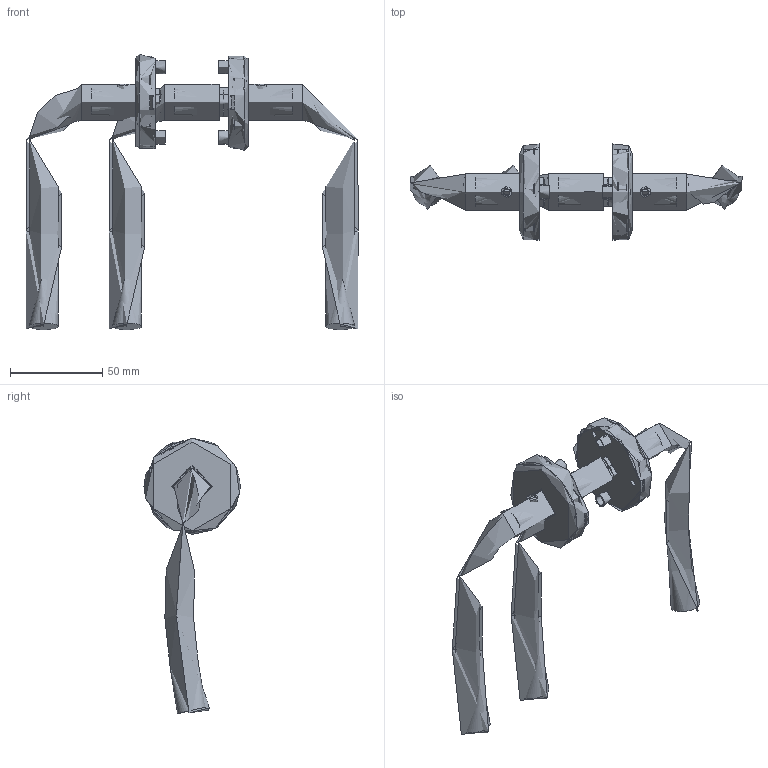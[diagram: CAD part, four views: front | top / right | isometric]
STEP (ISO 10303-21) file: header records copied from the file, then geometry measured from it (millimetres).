
FILE_DESCRIPTION (( 'STEP AP203' ), '1' );
FILE_NAME ('413-VA.step', '2019-11-26T14:03:54', ( '' ), ( '' ), 'SwSTEP 2.0', 'SolidWorks 2015', '' );
FILE_SCHEMA (( 'CONFIG_CONTROL_DESIGN' ));
Length unit declared in the file: millimetre
Products named in the file (17): 4XX-VA Teil2; 4XX-VA Teil1_413-VA Teil1; 4XX-VA Teil1; DIN914; 4XX-VA Teil1_413-VA Teil5; 4XX-VA Teil3; 4XX-VA Teil2_4XX-VA Teil2; 4XX-VA Teil4; DIN914_DIN 914 M6x6; 413-VA; 4XX-VA Teil3_4XX-VA Teil3; 4XX-VA Teil4_4XX-VA Teil4
Assembly tree (12 placements, depth 2):
  4XX-VA Teil2
  4XX-VA Teil1
  4XX-VA Teil3
  4XX-VA Teil3
  4XX-VA Teil4
Bounding box: 179.74 x 51.98 x 149.07 mm (x, y, z)
Volume: 107078.2 mm3; surface area: 97411.2 mm2
Topology: 13 solids, 13 shells, 882 faces, 2328 edges, 1542 vertices
Faces by surface type: plane 500, bspline 213, cylinder 118, cone 34, torus 13, sphere 4
Full cylindrical faces by diameter (mm): 3.7 x6, 5 x6, 5.5 x4, 6 x2, 6.1 x6, 7.1 x4, 7.3 x4, 8 x4, 15.2 x2, 15.4 x2, 15.7 x6, 16.2 x2, 19.6 x3, 21.4 x2, 22.6 x2, 50 x2, 52 x2
Entity records: 74482 total; most frequent: CARTESIAN_POINT 55388, ORIENTED_EDGE 3890, DIRECTION 2822, EDGE_CURVE 1945, VERTEX_POINT 1322, VECTOR 1290, LINE 1290, EDGE_LOOP 943
